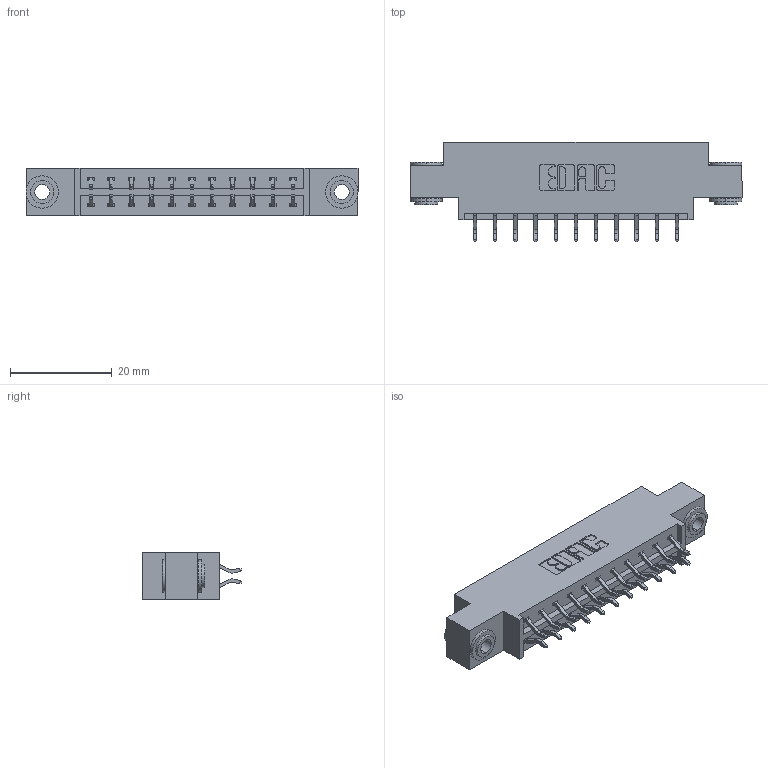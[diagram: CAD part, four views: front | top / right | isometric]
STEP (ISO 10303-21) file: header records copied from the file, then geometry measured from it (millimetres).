
FILE_DESCRIPTION (( 'STEP AP203' ), '1' );
FILE_NAME ('333-022-556-803.STEP', '2018-08-02T02:43:35', ( '' ), ( '' ), 'SwSTEP 2.0', 'SolidWorks 2016', '' );
FILE_SCHEMA (( 'CONFIG_CONTROL_DESIGN' ));
Length unit declared in the file: inch
Products named in the file (4): 333 Part_Offset - .156 Dia - TH; 345-292-001_556 Tail; 345-250-002_345-250-002-102; 333-022-556-803
Assembly tree (25 placements, depth 2):
  333-022-556-803
    333 Part_Offset - .156 Dia - TH
    345-292-001_556 Tail  x22
    345-250-002_345-250-002-102  x2
Bounding box: 65.13 x 19.57 x 9.4 mm (x, y, z)
Volume: 6149.8 mm3; surface area: 7357.5 mm2
Topology: 25 solids, 25 shells, 1432 faces, 4205 edges, 2770 vertices
Faces by surface type: plane 964, cylinder 460, cone 8
Entity records: 12088 total; most frequent: CARTESIAN_POINT 2033, ORIENTED_EDGE 1950, DIRECTION 1813, EDGE_CURVE 975, VECTOR 815, LINE 815, VERTEX_POINT 646, AXIS2_PLACEMENT_3D 499
